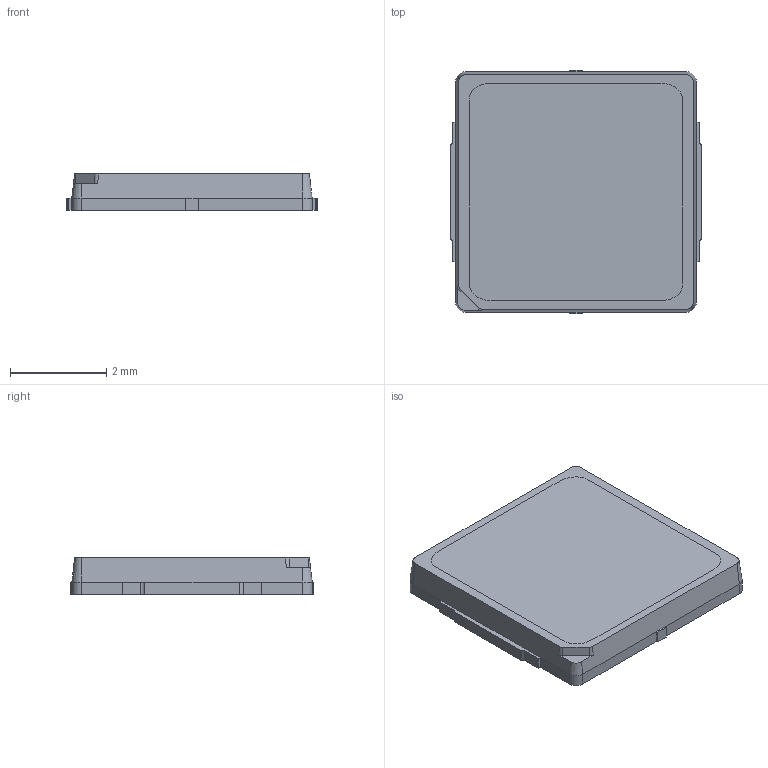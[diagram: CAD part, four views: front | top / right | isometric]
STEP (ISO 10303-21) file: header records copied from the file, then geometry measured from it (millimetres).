
FILE_DESCRIPTION (( 'STEP AP203' ), '1' );
FILE_NAME ('JR5050 6V E-Class.STEP', '2023-01-30T19:30:13', ( '' ), ( '' ), 'SwSTEP 2.0', 'SolidWorks 2021', '' );
FILE_SCHEMA (( 'CONFIG_CONTROL_DESIGN' ));
Length unit declared in the file: millimetre
Products named in the file (3): Part3^JR5050 6V E-Class; JR5050 6V E-Class
Assembly tree (2 placements, depth 2):
  JR5050 6V E-Class
    JR5050 6V E-Class
    Part3^JR5050 6V E-Class
Bounding box: 5.2 x 5.06 x 0.75 mm (x, y, z)
Volume: 18.5 mm3; surface area: 167 mm2
Topology: 5 solids, 5 shells, 1066 faces, 3072 edges, 2000 vertices
Faces by surface type: plane 544, cylinder 422, torus 72, cone 20, bspline 8
Entity records: 35781 total; most frequent: CARTESIAN_POINT 6685, DIRECTION 6186, ORIENTED_EDGE 6144, EDGE_CURVE 3072, AXIS2_PLACEMENT_3D 2163, VERTEX_POINT 2000, VECTOR 1860, LINE 1860
